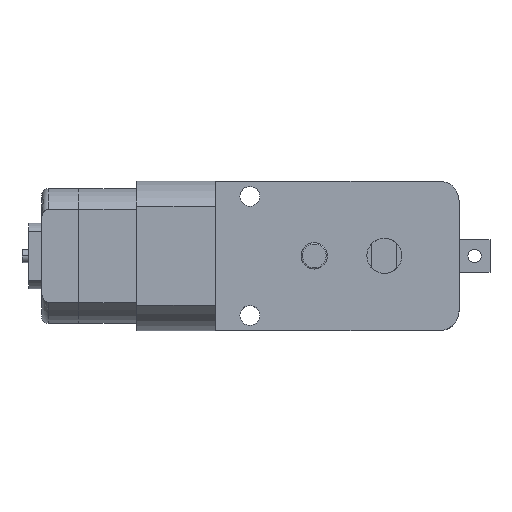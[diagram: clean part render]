
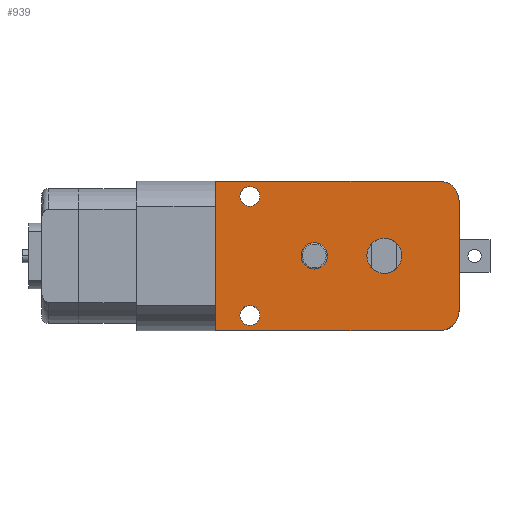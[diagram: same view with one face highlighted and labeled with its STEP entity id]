
A CAD part, top view. The second image highlights one B-rep face of the part: STEP entity #939.
In plain terms, the highlighted planar face has unit normal (0, 0, 1).
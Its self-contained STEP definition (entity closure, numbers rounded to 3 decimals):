
#4 = CIRCLE ( 'NONE', #645, 3. ) ;
#31 = AXIS2_PLACEMENT_3D ( 'NONE', #783, #2190, #1763 ) ;
#44 = ORIENTED_EDGE ( 'NONE', *, *, #1018, .F. ) ;
#48 = VECTOR ( 'NONE', #1725, 1000. ) ;
#67 = DIRECTION ( 'NONE',  ( 0., 0., 1. ) ) ;
#79 = LINE ( 'NONE', #928, #1090 ) ;
#112 = FACE_BOUND ( 'NONE', #1177, .T. ) ;
#146 = CIRCLE ( 'NONE', #2085, 2. ) ;
#180 = AXIS2_PLACEMENT_3D ( 'NONE', #871, #1672, #2481 ) ;
#182 = LINE ( 'NONE', #914, #48 ) ;
#206 = DIRECTION ( 'NONE',  ( -1., 0., 0. ) ) ;
#212 = ORIENTED_EDGE ( 'NONE', *, *, #2245, .F. ) ;
#218 = EDGE_CURVE ( 'NONE', #1071, #1297, #1843, .T. ) ;
#240 = CARTESIAN_POINT ( 'NONE',  ( 9.8, 0., 9.25 ) ) ;
#243 = ORIENTED_EDGE ( 'NONE', *, *, #218, .F. ) ;
#257 = CARTESIAN_POINT ( 'NONE',  ( 15.5, 8.35, 9.25 ) ) ;
#271 = DIRECTION ( 'NONE',  ( 0., 0., 1. ) ) ;
#272 = AXIS2_PLACEMENT_3D ( 'NONE', #1483, #271, #467 ) ;
#275 = VERTEX_POINT ( 'NONE', #1994 ) ;
#339 = ORIENTED_EDGE ( 'NONE', *, *, #2458, .T. ) ;
#463 = DIRECTION ( 'NONE',  ( 0., 0., 1. ) ) ;
#467 = DIRECTION ( 'NONE',  ( 1., 0., 0. ) ) ;
#481 = DIRECTION ( 'NONE',  ( -1., 0., 0. ) ) ;
#505 = CARTESIAN_POINT ( 'NONE',  ( -11.8, -9.05, 9.25 ) ) ;
#515 = DIRECTION ( 'NONE',  ( -1., 0., 0. ) ) ;
#541 = EDGE_CURVE ( 'NONE', #2310, #2393, #2404, .T. ) ;
#566 = CARTESIAN_POINT ( 'NONE',  ( -5.5, 0., 9.25 ) ) ;
#568 = DIRECTION ( 'NONE',  ( -1., 0., 0. ) ) ;
#578 = CIRCLE ( 'NONE', #31, 2.65 ) ;
#581 = FACE_BOUND ( 'NONE', #961, .T. ) ;
#609 = ORIENTED_EDGE ( 'NONE', *, *, #1661, .T. ) ;
#618 = VECTOR ( 'NONE', #1356, 1000. ) ;
#623 = VERTEX_POINT ( 'NONE', #1851 ) ;
#638 = AXIS2_PLACEMENT_3D ( 'NONE', #1262, #1412, #206 ) ;
#645 = AXIS2_PLACEMENT_3D ( 'NONE', #257, #1303, #481 ) ;
#646 = FACE_BOUND ( 'NONE', #1476, .T. ) ;
#680 = CARTESIAN_POINT ( 'NONE',  ( 18.5, -8.35, 9.25 ) ) ;
#688 = VERTEX_POINT ( 'NONE', #505 ) ;
#741 = EDGE_CURVE ( 'NONE', #954, #1764, #146, .T. ) ;
#755 = ORIENTED_EDGE ( 'NONE', *, *, #2295, .F. ) ;
#777 = CIRCLE ( 'NONE', #180, 2.65 ) ;
#783 = CARTESIAN_POINT ( 'NONE',  ( 7.15, 0., 9.25 ) ) ;
#797 = EDGE_CURVE ( 'NONE', #623, #1952, #4, .T. ) ;
#811 = EDGE_CURVE ( 'NONE', #1842, #688, #1433, .T. ) ;
#871 = CARTESIAN_POINT ( 'NONE',  ( 7.15, 0., 9.25 ) ) ;
#897 = CARTESIAN_POINT ( 'NONE',  ( -13.3, -9.05, 9.25 ) ) ;
#914 = CARTESIAN_POINT ( 'NONE',  ( -18.5, 11.35, 9.25 ) ) ;
#928 = CARTESIAN_POINT ( 'NONE',  ( 18.5, -8.35, 9.25 ) ) ;
#934 = CARTESIAN_POINT ( 'NONE',  ( -18.5, -11.35, 9.25 ) ) ;
#939 = ADVANCED_FACE ( 'NONE', ( #1749, #581, #646, #112, #2189 ), #2365, .F. ) ;
#954 = VERTEX_POINT ( 'NONE', #1163 ) ;
#961 = EDGE_LOOP ( 'NONE', ( #1760, #1013 ) ) ;
#972 = ORIENTED_EDGE ( 'NONE', *, *, #1525, .T. ) ;
#1013 = ORIENTED_EDGE ( 'NONE', *, *, #741, .F. ) ;
#1018 = EDGE_CURVE ( 'NONE', #1504, #1552, #578, .T. ) ;
#1062 = EDGE_CURVE ( 'NONE', #275, #2410, #1802, .T. ) ;
#1070 = AXIS2_PLACEMENT_3D ( 'NONE', #2158, #1357, #568 ) ;
#1071 = VERTEX_POINT ( 'NONE', #1753 ) ;
#1084 = DIRECTION ( 'NONE',  ( -1., 0., 0. ) ) ;
#1090 = VECTOR ( 'NONE', #2538, 1000. ) ;
#1094 = CARTESIAN_POINT ( 'NONE',  ( -18.5, -11.35, 9.25 ) ) ;
#1098 = ORIENTED_EDGE ( 'NONE', *, *, #541, .T. ) ;
#1102 = CARTESIAN_POINT ( 'NONE',  ( -3.5, 0., 9.25 ) ) ;
#1118 = VECTOR ( 'NONE', #1555, 1000. ) ;
#1163 = CARTESIAN_POINT ( 'NONE',  ( -1.5, 0., 9.25 ) ) ;
#1177 = EDGE_LOOP ( 'NONE', ( #243, #755 ) ) ;
#1190 = CARTESIAN_POINT ( 'NONE',  ( -18.5, -11.35, 9.25 ) ) ;
#1191 = EDGE_LOOP ( 'NONE', ( #1958, #609, #1098, #339, #1726, #972 ) ) ;
#1249 = CARTESIAN_POINT ( 'NONE',  ( 15.5, -11.35, 9.25 ) ) ;
#1262 = CARTESIAN_POINT ( 'NONE',  ( -13.3, -9.05, 9.25 ) ) ;
#1297 = VERTEX_POINT ( 'NONE', #2257 ) ;
#1303 = DIRECTION ( 'NONE',  ( 0., 0., 1. ) ) ;
#1356 = DIRECTION ( 'NONE',  ( 1., 0., 0. ) ) ;
#1357 = DIRECTION ( 'NONE',  ( 0., 0., -1. ) ) ;
#1412 = DIRECTION ( 'NONE',  ( 0., 0., 1. ) ) ;
#1433 = CIRCLE ( 'NONE', #2216, 1.5 ) ;
#1476 = EDGE_LOOP ( 'NONE', ( #1585, #2445 ) ) ;
#1483 = CARTESIAN_POINT ( 'NONE',  ( 15.5, -8.35, 9.25 ) ) ;
#1498 = AXIS2_PLACEMENT_3D ( 'NONE', #2148, #2176, #1927 ) ;
#1504 = VERTEX_POINT ( 'NONE', #240 ) ;
#1520 = EDGE_LOOP ( 'NONE', ( #44, #212 ) ) ;
#1525 = EDGE_CURVE ( 'NONE', #1952, #275, #182, .T. ) ;
#1552 = VERTEX_POINT ( 'NONE', #1709 ) ;
#1555 = DIRECTION ( 'NONE',  ( 0., -1., 0. ) ) ;
#1558 = EDGE_CURVE ( 'NONE', #1764, #954, #2200, .T. ) ;
#1585 = ORIENTED_EDGE ( 'NONE', *, *, #811, .F. ) ;
#1661 = EDGE_CURVE ( 'NONE', #2410, #2310, #2437, .T. ) ;
#1672 = DIRECTION ( 'NONE',  ( 0., 0., 1. ) ) ;
#1683 = CARTESIAN_POINT ( 'NONE',  ( -13.3, 9.05, 9.25 ) ) ;
#1709 = CARTESIAN_POINT ( 'NONE',  ( 4.5, 0., 9.25 ) ) ;
#1725 = DIRECTION ( 'NONE',  ( -1., 0., 0. ) ) ;
#1726 = ORIENTED_EDGE ( 'NONE', *, *, #797, .T. ) ;
#1749 = FACE_BOUND ( 'NONE', #1520, .T. ) ;
#1753 = CARTESIAN_POINT ( 'NONE',  ( -14.8, 9.05, 9.25 ) ) ;
#1760 = ORIENTED_EDGE ( 'NONE', *, *, #1558, .F. ) ;
#1763 = DIRECTION ( 'NONE',  ( 1., 0., 0. ) ) ;
#1764 = VERTEX_POINT ( 'NONE', #566 ) ;
#1799 = AXIS2_PLACEMENT_3D ( 'NONE', #2542, #2362, #515 ) ;
#1802 = LINE ( 'NONE', #1190, #1118 ) ;
#1842 = VERTEX_POINT ( 'NONE', #2054 ) ;
#1843 = CIRCLE ( 'NONE', #1799, 1.5 ) ;
#1846 = CARTESIAN_POINT ( 'NONE',  ( 15.5, 11.35, 9.25 ) ) ;
#1851 = CARTESIAN_POINT ( 'NONE',  ( 18.5, 8.35, 9.25 ) ) ;
#1918 = EDGE_CURVE ( 'NONE', #688, #1842, #1948, .T. ) ;
#1927 = DIRECTION ( 'NONE',  ( -1., 0., 0. ) ) ;
#1948 = CIRCLE ( 'NONE', #638, 1.5 ) ;
#1952 = VERTEX_POINT ( 'NONE', #1846 ) ;
#1958 = ORIENTED_EDGE ( 'NONE', *, *, #1062, .T. ) ;
#1994 = CARTESIAN_POINT ( 'NONE',  ( -18.5, 11.35, 9.25 ) ) ;
#2054 = CARTESIAN_POINT ( 'NONE',  ( -14.8, -9.05, 9.25 ) ) ;
#2085 = AXIS2_PLACEMENT_3D ( 'NONE', #1102, #2304, #2471 ) ;
#2148 = CARTESIAN_POINT ( 'NONE',  ( -3.5, 0., 9.25 ) ) ;
#2158 = CARTESIAN_POINT ( 'NONE',  ( 15.5, 8.35, 9.25 ) ) ;
#2176 = DIRECTION ( 'NONE',  ( 0., 0., 1. ) ) ;
#2189 = FACE_OUTER_BOUND ( 'NONE', #1191, .T. ) ;
#2190 = DIRECTION ( 'NONE',  ( 0., 0., 1. ) ) ;
#2200 = CIRCLE ( 'NONE', #1498, 2. ) ;
#2216 = AXIS2_PLACEMENT_3D ( 'NONE', #897, #463, #1084 ) ;
#2245 = EDGE_CURVE ( 'NONE', #1552, #1504, #777, .T. ) ;
#2257 = CARTESIAN_POINT ( 'NONE',  ( -11.8, 9.05, 9.25 ) ) ;
#2295 = EDGE_CURVE ( 'NONE', #1297, #1071, #2377, .T. ) ;
#2304 = DIRECTION ( 'NONE',  ( 0., 0., 1. ) ) ;
#2310 = VERTEX_POINT ( 'NONE', #1249 ) ;
#2362 = DIRECTION ( 'NONE',  ( 0., 0., 1. ) ) ;
#2365 = PLANE ( 'NONE',  #1070 ) ;
#2377 = CIRCLE ( 'NONE', #2525, 1.5 ) ;
#2393 = VERTEX_POINT ( 'NONE', #680 ) ;
#2404 = CIRCLE ( 'NONE', #272, 3. ) ;
#2410 = VERTEX_POINT ( 'NONE', #1094 ) ;
#2437 = LINE ( 'NONE', #934, #618 ) ;
#2445 = ORIENTED_EDGE ( 'NONE', *, *, #1918, .F. ) ;
#2450 = DIRECTION ( 'NONE',  ( -1., 0., 0. ) ) ;
#2458 = EDGE_CURVE ( 'NONE', #2393, #623, #79, .T. ) ;
#2471 = DIRECTION ( 'NONE',  ( -1., 0., 0. ) ) ;
#2481 = DIRECTION ( 'NONE',  ( 1., 0., 0. ) ) ;
#2525 = AXIS2_PLACEMENT_3D ( 'NONE', #1683, #67, #2450 ) ;
#2538 = DIRECTION ( 'NONE',  ( 0., 1., 0. ) ) ;
#2542 = CARTESIAN_POINT ( 'NONE',  ( -13.3, 9.05, 9.25 ) ) ;
